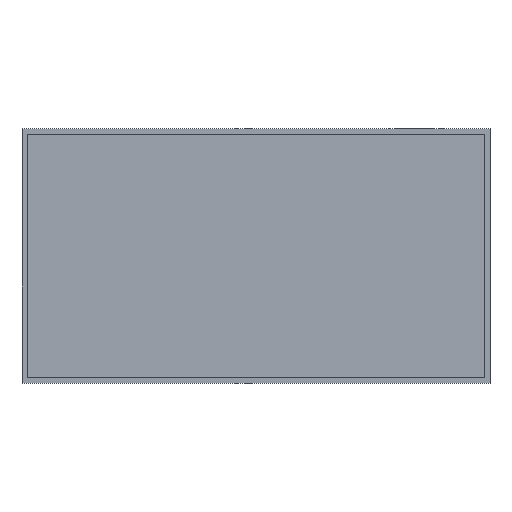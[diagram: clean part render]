
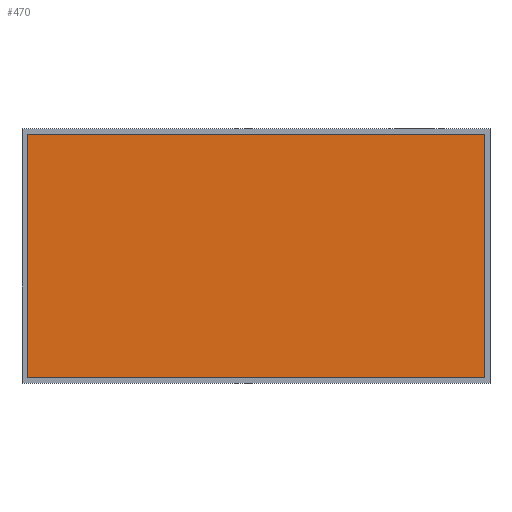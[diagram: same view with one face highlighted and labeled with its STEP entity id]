
A CAD part, top view. The second image highlights one B-rep face of the part: STEP entity #470.
In plain terms, the highlighted planar face has unit normal (0, 0, 1).
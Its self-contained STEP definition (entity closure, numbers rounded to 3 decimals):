
#372 = VERTEX_POINT('',#373);
#373 = CARTESIAN_POINT('',(221.495,-82.493,-2.99));
#379 = EDGE_CURVE('',#372,#380,#382,.T.);
#380 = VERTEX_POINT('',#381);
#381 = CARTESIAN_POINT('',(221.495,-38.006,-2.99));
#382 = LINE('',#383,#384);
#383 = CARTESIAN_POINT('',(221.495,-82.493,-2.99));
#384 = VECTOR('',#385,1.);
#385 = DIRECTION('',(0.,1.,0.));
#403 = EDGE_CURVE('',#380,#404,#406,.T.);
#404 = VERTEX_POINT('',#405);
#405 = CARTESIAN_POINT('',(137.998,-38.006,-2.99));
#406 = LINE('',#407,#408);
#407 = CARTESIAN_POINT('',(221.495,-38.006,-2.99));
#408 = VECTOR('',#409,1.);
#409 = DIRECTION('',(-1.,0.,0.));
#434 = EDGE_CURVE('',#404,#435,#437,.T.);
#435 = VERTEX_POINT('',#436);
#436 = CARTESIAN_POINT('',(137.998,-82.493,-2.99));
#437 = LINE('',#438,#439);
#438 = CARTESIAN_POINT('',(137.998,-38.006,-2.99));
#439 = VECTOR('',#440,1.);
#440 = DIRECTION('',(0.,-1.,0.));
#458 = EDGE_CURVE('',#435,#372,#459,.T.);
#459 = LINE('',#460,#461);
#460 = CARTESIAN_POINT('',(137.998,-82.493,-2.99));
#461 = VECTOR('',#462,1.);
#462 = DIRECTION('',(1.,0.,0.));
#470 = ADVANCED_FACE('',(#471),#477,.T.);
#471 = FACE_BOUND('',#472,.T.);
#472 = EDGE_LOOP('',(#473,#474,#475,#476));
#473 = ORIENTED_EDGE('',*,*,#379,.T.);
#474 = ORIENTED_EDGE('',*,*,#403,.T.);
#475 = ORIENTED_EDGE('',*,*,#434,.T.);
#476 = ORIENTED_EDGE('',*,*,#458,.T.);
#477 = PLANE('',#478);
#478 = AXIS2_PLACEMENT_3D('',#479,#480,#481);
#479 = CARTESIAN_POINT('',(179.747,-60.25,-2.99));
#480 = DIRECTION('',(0.,0.,1.));
#481 = DIRECTION('',(1.,0.,0.));
